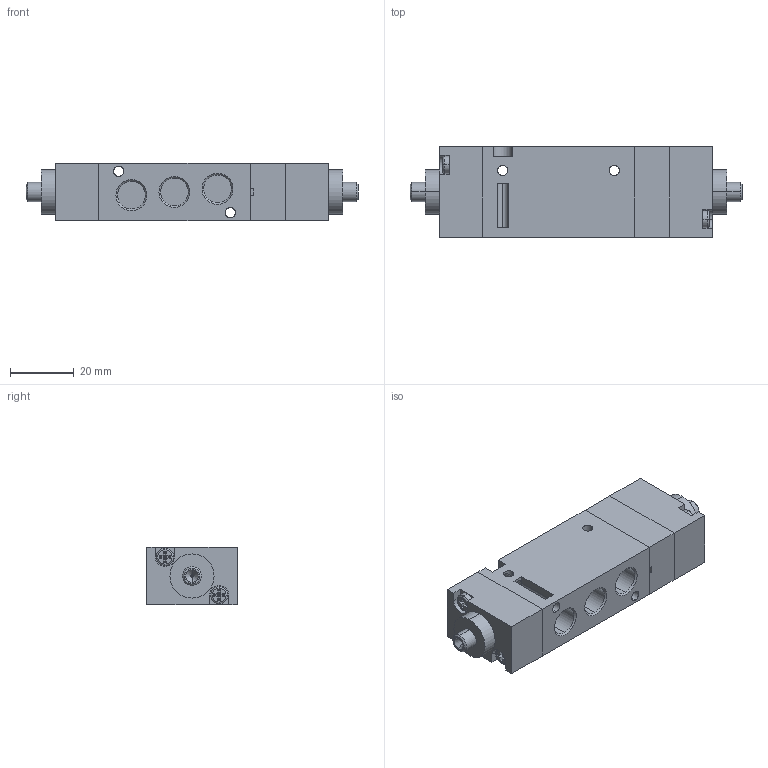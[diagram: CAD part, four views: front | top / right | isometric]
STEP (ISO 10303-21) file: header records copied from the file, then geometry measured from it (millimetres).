
FILE_DESCRIPTION (( 'STEP AP203' ), '1' );
FILE_NAME ('SFP2303.STEP', '2016-01-13T02:27:05', ( 'yrd8' ), ( 'Hewlett-Packard Company' ), 'SwSTEP 2.0', 'SolidWorks 2008', '' );
FILE_SCHEMA (( 'CONFIG_CONTROL_DESIGN' ));
Length unit declared in the file: millimetre
Products named in the file (4): SFP2303; SFP2000 Body_ル遽; SFP2000 Block Guide_ル遽; SFP2000 Semi Pilot_ル遽
Assembly tree (4 placements, depth 2):
  SFP2303
    SFP2000 Body_ル遽
    SFP2000 Semi Pilot_ル遽  x2
    SFP2000 Block Guide_ル遽
Bounding box: 104.1 x 28.5 x 18 mm (x, y, z)
Volume: 40371.8 mm3; surface area: 15434.1 mm2
Topology: 4 solids, 4 shells, 215 faces, 526 edges, 338 vertices
Faces by surface type: plane 123, cylinder 62, cone 22, torus 8
Entity records: 4813 total; most frequent: CARTESIAN_POINT 798, DIRECTION 765, ORIENTED_EDGE 726, EDGE_CURVE 363, AXIS2_PLACEMENT_3D 263, LINE 239, VECTOR 239, VERTEX_POINT 232
